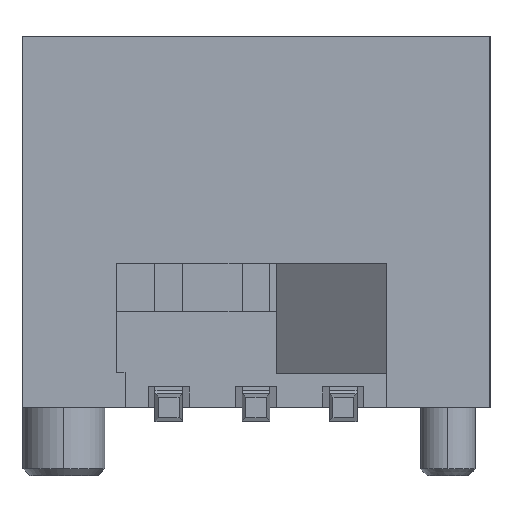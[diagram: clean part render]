
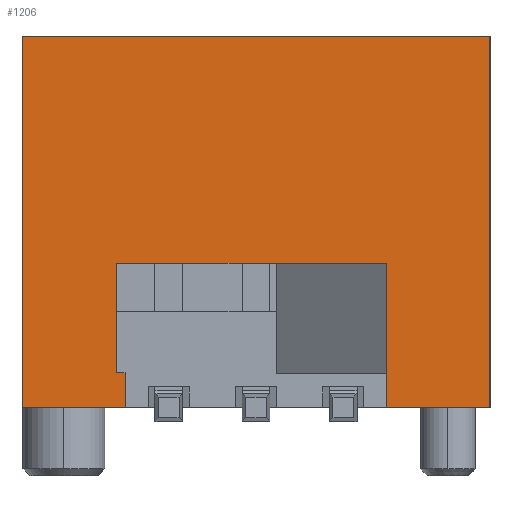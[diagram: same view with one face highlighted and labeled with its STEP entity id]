
A CAD part, top view. The second image highlights one B-rep face of the part: STEP entity #1206.
In plain terms, the highlighted face is planar.
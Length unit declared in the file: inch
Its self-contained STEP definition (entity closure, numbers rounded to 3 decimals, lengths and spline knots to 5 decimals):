
#200 = VECTOR ( 'NONE', #4368, 39.37008 ) ;
#446 = CARTESIAN_POINT ( 'NONE',  ( 7.14574, 2.57369, 0.08819 ) ) ;
#458 = VECTOR ( 'NONE', #5951, 39.37008 ) ;
#665 = AXIS2_PLACEMENT_3D ( 'NONE', #1936, #3300, #5490 ) ;
#726 = FACE_OUTER_BOUND ( 'NONE', #4185, .T. ) ;
#760 = ORIENTED_EDGE ( 'NONE', *, *, #4225, .T. ) ;
#830 = VERTEX_POINT ( 'NONE', #1150 ) ;
#910 = ORIENTED_EDGE ( 'NONE', *, *, #3494, .F. ) ;
#976 = CARTESIAN_POINT ( 'NONE',  ( 5.5483, 2.57369, 0.08819 ) ) ;
#988 = VERTEX_POINT ( 'NONE', #446 ) ;
#1150 = CARTESIAN_POINT ( 'NONE',  ( 7.08236, 2.57369, 0.08819 ) ) ;
#1206 = ADVANCED_FACE ( 'NONE', ( #726 ), #1485, .F. ) ;
#1284 = VERTEX_POINT ( 'NONE', #1556 ) ;
#1485 = PLANE ( 'NONE',  #665 ) ;
#1556 = CARTESIAN_POINT ( 'NONE',  ( 7.0233, 2.57369, 0.21811 ) ) ;
#1600 = VERTEX_POINT ( 'NONE', #1949 ) ;
#1655 = CARTESIAN_POINT ( 'NONE',  ( 7.29141, 2.57369, 0.21811 ) ) ;
#1673 = ORIENTED_EDGE ( 'NONE', *, *, #3416, .F. ) ;
#1766 = CARTESIAN_POINT ( 'NONE',  ( 7.23236, 2.57369, 0.00551 ) ) ;
#1886 = LINE ( 'NONE', #5973, #458 ) ;
#1936 = CARTESIAN_POINT ( 'NONE',  ( 5.5483, 2.57369, 0.00551 ) ) ;
#1946 = VERTEX_POINT ( 'NONE', #1655 ) ;
#1949 = CARTESIAN_POINT ( 'NONE',  ( 7.23736, 2.57369, 0.0252 ) ) ;
#2196 = LINE ( 'NONE', #5643, #3460 ) ;
#2210 = VECTOR ( 'NONE', #4542, 39.37008 ) ;
#2346 = CARTESIAN_POINT ( 'NONE',  ( 6.60736, 2.57369, 0.08819 ) ) ;
#2388 = LINE ( 'NONE', #4175, #5129 ) ;
#2495 = VERTEX_POINT ( 'NONE', #6494 ) ;
#2589 = CARTESIAN_POINT ( 'NONE',  ( 5.5483, 2.57369, 0.0252 ) ) ;
#2611 = CARTESIAN_POINT ( 'NONE',  ( 7.29141, 2.57369, 0.00551 ) ) ;
#2677 = CARTESIAN_POINT ( 'NONE',  ( 5.5483, 2.57369, 0.21811 ) ) ;
#2714 = LINE ( 'NONE', #976, #4126 ) ;
#2732 = ORIENTED_EDGE ( 'NONE', *, *, #3678, .F. ) ;
#2734 = DIRECTION ( 'NONE',  ( -1., 0., 0. ) ) ;
#2741 = VERTEX_POINT ( 'NONE', #4998 ) ;
#2755 = DIRECTION ( 'NONE',  ( -1., 0., 0. ) ) ;
#2779 = VECTOR ( 'NONE', #3396, 39.37008 ) ;
#2821 = EDGE_CURVE ( 'NONE', #988, #830, #4190, .T. ) ;
#2891 = VECTOR ( 'NONE', #5194, 39.37008 ) ;
#3300 = DIRECTION ( 'NONE',  ( 0., -1., 0. ) ) ;
#3396 = DIRECTION ( 'NONE',  ( 1., 0., 0. ) ) ;
#3399 = VECTOR ( 'NONE', #2734, 39.37008 ) ;
#3416 = EDGE_CURVE ( 'NONE', #1946, #1284, #4587, .T. ) ;
#3443 = EDGE_CURVE ( 'NONE', #4828, #830, #5440, .T. ) ;
#3459 = EDGE_CURVE ( 'NONE', #988, #6071, #2714, .T. ) ;
#3460 = VECTOR ( 'NONE', #5529, 39.37008 ) ;
#3471 = EDGE_CURVE ( 'NONE', #6071, #1600, #2388, .T. ) ;
#3494 = EDGE_CURVE ( 'NONE', #1600, #4313, #3639, .T. ) ;
#3639 = LINE ( 'NONE', #2589, #2210 ) ;
#3668 = DIRECTION ( 'NONE',  ( 0., 0., -1. ) ) ;
#3678 = EDGE_CURVE ( 'NONE', #4313, #2741, #5731, .T. ) ;
#4094 = CARTESIAN_POINT ( 'NONE',  ( 7.08236, 2.57369, 0.00551 ) ) ;
#4126 = VECTOR ( 'NONE', #4651, 39.37008 ) ;
#4146 = ORIENTED_EDGE ( 'NONE', *, *, #3459, .F. ) ;
#4175 = CARTESIAN_POINT ( 'NONE',  ( 7.23736, 2.57369, 0.00551 ) ) ;
#4185 = EDGE_LOOP ( 'NONE', ( #910, #6676, #4146, #5914, #4213, #5011, #760, #1673, #4218, #4915, #2732 ) ) ;
#4190 = LINE ( 'NONE', #2346, #5358 ) ;
#4198 = EDGE_CURVE ( 'NONE', #2495, #4828, #2196, .T. ) ;
#4213 = ORIENTED_EDGE ( 'NONE', *, *, #3443, .F. ) ;
#4218 = ORIENTED_EDGE ( 'NONE', *, *, #4235, .T. ) ;
#4225 = EDGE_CURVE ( 'NONE', #2495, #1284, #4646, .T. ) ;
#4235 = EDGE_CURVE ( 'NONE', #1946, #5237, #1886, .T. ) ;
#4313 = VERTEX_POINT ( 'NONE', #6405 ) ;
#4368 = DIRECTION ( 'NONE',  ( 0., 0., -1. ) ) ;
#4433 = EDGE_CURVE ( 'NONE', #2741, #5237, #5644, .T. ) ;
#4542 = DIRECTION ( 'NONE',  ( -1., 0., 0. ) ) ;
#4587 = LINE ( 'NONE', #2677, #3399 ) ;
#4646 = LINE ( 'NONE', #5791, #5955 ) ;
#4651 = DIRECTION ( 'NONE',  ( 1., 0., 0. ) ) ;
#4828 = VERTEX_POINT ( 'NONE', #5402 ) ;
#4915 = ORIENTED_EDGE ( 'NONE', *, *, #4433, .F. ) ;
#4998 = CARTESIAN_POINT ( 'NONE',  ( 7.23236, 2.57369, 0.00551 ) ) ;
#5011 = ORIENTED_EDGE ( 'NONE', *, *, #4198, .F. ) ;
#5129 = VECTOR ( 'NONE', #3668, 39.37008 ) ;
#5194 = DIRECTION ( 'NONE',  ( 0., 0., 1. ) ) ;
#5237 = VERTEX_POINT ( 'NONE', #2611 ) ;
#5358 = VECTOR ( 'NONE', #2755, 39.37008 ) ;
#5402 = CARTESIAN_POINT ( 'NONE',  ( 7.08236, 2.57369, 0.00551 ) ) ;
#5440 = LINE ( 'NONE', #4094, #2891 ) ;
#5490 = DIRECTION ( 'NONE',  ( 0., 0., -1. ) ) ;
#5529 = DIRECTION ( 'NONE',  ( 1., 0., 0. ) ) ;
#5643 = CARTESIAN_POINT ( 'NONE',  ( 7.66641, 2.57369, 0.00551 ) ) ;
#5644 = LINE ( 'NONE', #5877, #2779 ) ;
#5731 = LINE ( 'NONE', #1766, #200 ) ;
#5773 = DIRECTION ( 'NONE',  ( 0., 0., 1. ) ) ;
#5791 = CARTESIAN_POINT ( 'NONE',  ( 7.0233, 2.57369, 0.11181 ) ) ;
#5877 = CARTESIAN_POINT ( 'NONE',  ( 7.66641, 2.57369, 0.00551 ) ) ;
#5914 = ORIENTED_EDGE ( 'NONE', *, *, #2821, .T. ) ;
#5951 = DIRECTION ( 'NONE',  ( 0., 0., -1. ) ) ;
#5955 = VECTOR ( 'NONE', #5773, 39.37008 ) ;
#5973 = CARTESIAN_POINT ( 'NONE',  ( 7.29141, 2.57369, 0.11181 ) ) ;
#6071 = VERTEX_POINT ( 'NONE', #6159 ) ;
#6159 = CARTESIAN_POINT ( 'NONE',  ( 7.23736, 2.57369, 0.08819 ) ) ;
#6405 = CARTESIAN_POINT ( 'NONE',  ( 7.23236, 2.57369, 0.0252 ) ) ;
#6494 = CARTESIAN_POINT ( 'NONE',  ( 7.0233, 2.57369, 0.00551 ) ) ;
#6676 = ORIENTED_EDGE ( 'NONE', *, *, #3471, .F. ) ;
